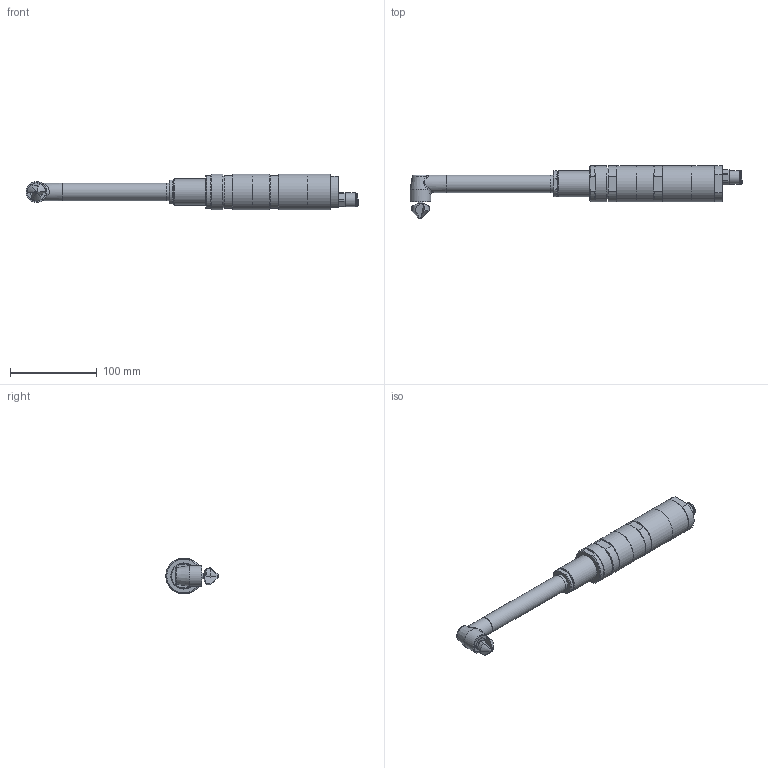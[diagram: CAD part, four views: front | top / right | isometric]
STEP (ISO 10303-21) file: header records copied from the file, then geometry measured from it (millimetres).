
FILE_DESCRIPTION(/* description */ (''),/* implementation_level */ '2;1');
FILE_NAME(/* name */ 'EWBS 38-520_60001295.stp',/* time_stamp */ '2022-11-15T11:24:40+01:00',/* author */ ('DSteinicke'),/* organization */ (''),/* preprocessor_version */ 'ST-DEVELOPER v18.1',/* originating_system */ 'Autodesk Inventor 2021',/* authorisation */ '');
FILE_SCHEMA (('AUTOMOTIVE_DESIGN { 1 0 10303 214 3 1 1 }'));
Length unit declared in the file: millimetre
Products named in the file (1): EWBS 38-520_60001295
Bounding box: 383.05 x 60.25 x 41.5 mm (x, y, z)
Volume: 294388 mm3; surface area: 43641.7 mm2
Topology: 1 solids, 3 shells, 282 faces, 697 edges, 443 vertices
Faces by surface type: plane 154, cone 57, cylinder 49, bspline 16, torus 6
Full cylindrical faces by diameter (mm): 2.2 x2, 4 x1, 6 x1, 8 x1, 10 x1, 11.2 x1, 11.445 x3, 14 x1, 14.2 x1, 15.5 x1, 15.75 x1, 19 x1, 19.98 x2, 20 x2, 21.188 x1, 24 x1, 29 x1, 30 x1, 36 x1, 38 x1, 41.5 x5
Entity records: 9175 total; most frequent: CARTESIAN_POINT 2325, ORIENTED_EDGE 1380, DIRECTION 1291, EDGE_CURVE 690, AXIS2_PLACEMENT_3D 474, VERTEX_POINT 443, LINE 343, VECTOR 343
